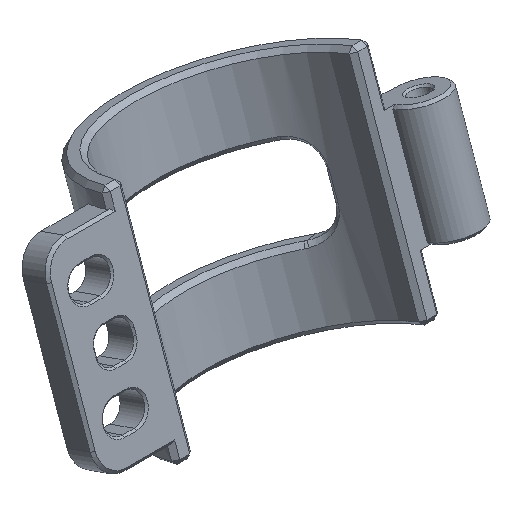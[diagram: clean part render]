
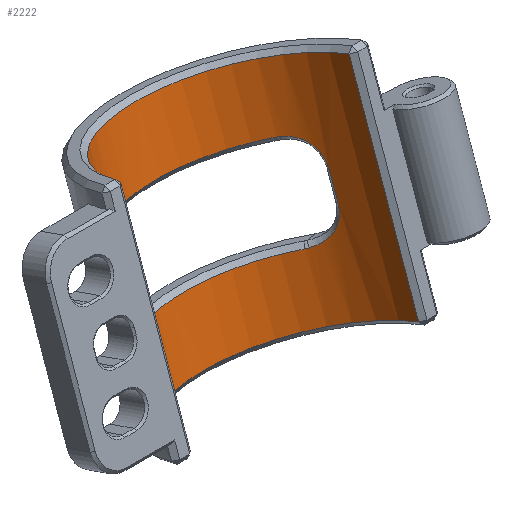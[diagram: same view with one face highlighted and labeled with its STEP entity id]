
A CAD part, isometric view. The second image highlights one B-rep face of the part: STEP entity #2222.
In plain terms, the highlighted cylindrical face has radius 12.87 mm (diameter 25.74 mm), a partial arc.
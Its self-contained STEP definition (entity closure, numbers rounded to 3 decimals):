
#47=FACE_BOUND('',#422,.T.);
#74=B_SPLINE_CURVE_WITH_KNOTS('',3,(#3516,#3517,#3518,#3519),
 .UNSPECIFIED.,.F.,.F.,(4,4),(-0.53,-0.505),
 .UNSPECIFIED.);
#75=B_SPLINE_CURVE_WITH_KNOTS('',3,(#3521,#3522,#3523,#3524,#3525,#3526,
#3527),.UNSPECIFIED.,.F.,.F.,(4,1,1,1,4),(-0.975,-0.848,
-0.784,-0.657,-0.53),.UNSPECIFIED.);
#76=B_SPLINE_CURVE_WITH_KNOTS('',3,(#3531,#3532,#3533,#3534,#3535,#3536,
#3537),.UNSPECIFIED.,.F.,.F.,(4,1,1,1,4),(-1.42,-1.293,
-1.23,-1.102,-0.975),.UNSPECIFIED.);
#77=B_SPLINE_CURVE_WITH_KNOTS('',3,(#3539,#3540,#3541,#3542),
 .UNSPECIFIED.,.F.,.F.,(4,4),(-1.445,-1.42),
 .UNSPECIFIED.);
#78=B_SPLINE_CURVE_WITH_KNOTS('',3,(#3546,#3547,#3548,#3549),
 .UNSPECIFIED.,.F.,.F.,(4,4),(-0.53,-0.505),
 .UNSPECIFIED.);
#79=B_SPLINE_CURVE_WITH_KNOTS('',3,(#3551,#3552,#3553,#3554,#3555,#3556,
#3557),.UNSPECIFIED.,.F.,.F.,(4,1,1,1,4),(-0.975,-0.848,
-0.785,-0.657,-0.53),.UNSPECIFIED.);
#80=B_SPLINE_CURVE_WITH_KNOTS('',3,(#3561,#3562,#3563,#3564,#3565,#3566,
#3567),.UNSPECIFIED.,.F.,.F.,(4,1,1,1,4),(-1.42,-1.293,
-1.23,-1.102,-0.975),.UNSPECIFIED.);
#81=B_SPLINE_CURVE_WITH_KNOTS('',3,(#3568,#3569,#3570,#3571),
 .UNSPECIFIED.,.F.,.F.,(4,4),(-1.445,-1.42),
 .UNSPECIFIED.);
#105=CYLINDRICAL_SURFACE('',#2420,12.87);
#144=CIRCLE('',#2389,12.87);
#147=CIRCLE('',#2396,12.87);
#160=CIRCLE('',#2421,12.87);
#161=CIRCLE('',#2422,12.87);
#276=FACE_OUTER_BOUND('',#421,.T.);
#421=EDGE_LOOP('',(#1704,#1705,#1706,#1707));
#422=EDGE_LOOP('',(#1708,#1709,#1710,#1711,#1712,#1713,#1714,#1715,#1716,
#1717,#1718,#1719));
#572=LINE('',#3351,#777);
#581=LINE('',#3385,#786);
#605=LINE('',#3529,#810);
#606=LINE('',#3559,#811);
#777=VECTOR('',#2706,10.);
#786=VECTOR('',#2729,10.);
#810=VECTOR('',#2809,10.);
#811=VECTOR('',#2812,10.);
#978=VERTEX_POINT('',#3296);
#988=VERTEX_POINT('',#3342);
#993=VERTEX_POINT('',#3357);
#999=VERTEX_POINT('',#3378);
#1029=VERTEX_POINT('',#3512);
#1030=VERTEX_POINT('',#3513);
#1031=VERTEX_POINT('',#3515);
#1032=VERTEX_POINT('',#3520);
#1033=VERTEX_POINT('',#3528);
#1034=VERTEX_POINT('',#3530);
#1035=VERTEX_POINT('',#3538);
#1036=VERTEX_POINT('',#3543);
#1037=VERTEX_POINT('',#3545);
#1038=VERTEX_POINT('',#3550);
#1039=VERTEX_POINT('',#3558);
#1040=VERTEX_POINT('',#3560);
#1211=EDGE_CURVE('',#988,#978,#572,.T.);
#1216=EDGE_CURVE('',#978,#993,#144,.T.);
#1225=EDGE_CURVE('',#993,#999,#581,.T.);
#1227=EDGE_CURVE('',#999,#988,#147,.T.);
#1272=EDGE_CURVE('',#1029,#1030,#160,.T.);
#1273=EDGE_CURVE('',#1031,#1029,#74,.T.);
#1274=EDGE_CURVE('',#1032,#1031,#75,.T.);
#1275=EDGE_CURVE('',#1033,#1032,#605,.T.);
#1276=EDGE_CURVE('',#1034,#1033,#76,.T.);
#1277=EDGE_CURVE('',#1035,#1034,#77,.T.);
#1278=EDGE_CURVE('',#1036,#1035,#161,.T.);
#1279=EDGE_CURVE('',#1037,#1036,#78,.T.);
#1280=EDGE_CURVE('',#1038,#1037,#79,.T.);
#1281=EDGE_CURVE('',#1039,#1038,#606,.T.);
#1282=EDGE_CURVE('',#1040,#1039,#80,.T.);
#1283=EDGE_CURVE('',#1030,#1040,#81,.T.);
#1704=ORIENTED_EDGE('',*,*,#1211,.F.);
#1705=ORIENTED_EDGE('',*,*,#1227,.F.);
#1706=ORIENTED_EDGE('',*,*,#1225,.F.);
#1707=ORIENTED_EDGE('',*,*,#1216,.F.);
#1708=ORIENTED_EDGE('',*,*,#1272,.F.);
#1709=ORIENTED_EDGE('',*,*,#1273,.F.);
#1710=ORIENTED_EDGE('',*,*,#1274,.F.);
#1711=ORIENTED_EDGE('',*,*,#1275,.F.);
#1712=ORIENTED_EDGE('',*,*,#1276,.F.);
#1713=ORIENTED_EDGE('',*,*,#1277,.F.);
#1714=ORIENTED_EDGE('',*,*,#1278,.F.);
#1715=ORIENTED_EDGE('',*,*,#1279,.F.);
#1716=ORIENTED_EDGE('',*,*,#1280,.F.);
#1717=ORIENTED_EDGE('',*,*,#1281,.F.);
#1718=ORIENTED_EDGE('',*,*,#1282,.F.);
#1719=ORIENTED_EDGE('',*,*,#1283,.F.);
#2222=ADVANCED_FACE('',(#276,#47),#105,.F.);
#2389=AXIS2_PLACEMENT_3D('',#3363,#2714,#2715);
#2396=AXIS2_PLACEMENT_3D('',#3388,#2734,#2735);
#2420=AXIS2_PLACEMENT_3D('',#3511,#2805,#2806);
#2421=AXIS2_PLACEMENT_3D('',#3514,#2807,#2808);
#2422=AXIS2_PLACEMENT_3D('',#3544,#2810,#2811);
#2706=DIRECTION('',(0.,0.332,0.943));
#2714=DIRECTION('center_axis',(0.,-0.332,-0.943));
#2715=DIRECTION('ref_axis',(1.,0.,0.));
#2729=DIRECTION('',(0.,-0.332,-0.943));
#2734=DIRECTION('center_axis',(0.,0.332,0.943));
#2735=DIRECTION('ref_axis',(1.,0.,0.));
#2805=DIRECTION('center_axis',(0.,-0.332,-0.943));
#2806=DIRECTION('ref_axis',(1.,0.,0.));
#2807=DIRECTION('center_axis',(0.,-0.332,-0.943));
#2808=DIRECTION('ref_axis',(1.,0.,0.));
#2809=DIRECTION('',(0.,-0.332,-0.943));
#2810=DIRECTION('center_axis',(0.,0.332,0.943));
#2811=DIRECTION('ref_axis',(1.,0.,0.));
#2812=DIRECTION('',(0.,0.332,0.943));
#3296=CARTESIAN_POINT('',(34.072,-4.532,55.48));
#3342=CARTESIAN_POINT('',(34.072,-12.505,32.843));
#3351=CARTESIAN_POINT('',(34.072,-4.365,55.951));
#3357=CARTESIAN_POINT('',(59.752,-5.031,55.655));
#3363=CARTESIAN_POINT('Origin',(46.895,-5.568,55.845));
#3378=CARTESIAN_POINT('',(59.752,-13.004,33.018));
#3385=CARTESIAN_POINT('',(59.752,-4.864,56.127));
#3388=CARTESIAN_POINT('Origin',(46.895,-13.541,33.208));
#3511=CARTESIAN_POINT('Origin',(46.895,-5.402,56.316));
#3512=CARTESIAN_POINT('',(37.954,-2.484,36.735));
#3513=CARTESIAN_POINT('',(56.557,-3.197,36.986));
#3514=CARTESIAN_POINT('Origin',(46.895,-11.216,39.81));
#3515=CARTESIAN_POINT('',(37.752,-2.67,36.81));
#3516=CARTESIAN_POINT('Ctrl Pts',(37.752,-2.67,36.81));
#3517=CARTESIAN_POINT('Ctrl Pts',(37.819,-2.607,36.781));
#3518=CARTESIAN_POINT('Ctrl Pts',(37.887,-2.545,36.756));
#3519=CARTESIAN_POINT('Ctrl Pts',(37.954,-2.484,36.735));
#3520=CARTESIAN_POINT('',(35.69,-4.082,41.008));
#3521=CARTESIAN_POINT('Ctrl Pts',(35.69,-4.082,41.008));
#3522=CARTESIAN_POINT('Ctrl Pts',(35.69,-4.247,40.54));
#3523=CARTESIAN_POINT('Ctrl Pts',(35.775,-4.364,39.732));
#3524=CARTESIAN_POINT('Ctrl Pts',(36.148,-4.159,38.493));
#3525=CARTESIAN_POINT('Ctrl Pts',(36.715,-3.645,37.476));
#3526=CARTESIAN_POINT('Ctrl Pts',(37.405,-2.989,36.958));
#3527=CARTESIAN_POINT('Ctrl Pts',(37.752,-2.67,36.81));
#3528=CARTESIAN_POINT('',(35.69,-3.085,43.838));
#3529=CARTESIAN_POINT('',(35.69,0.569,54.213));
#3530=CARTESIAN_POINT('',(37.752,0.646,46.224));
#3531=CARTESIAN_POINT('Ctrl Pts',(37.752,0.646,46.224));
#3532=CARTESIAN_POINT('Ctrl Pts',(37.405,0.305,46.31));
#3533=CARTESIAN_POINT('Ctrl Pts',(36.891,-0.315,46.32));
#3534=CARTESIAN_POINT('Ctrl Pts',(36.245,-1.367,45.96));
#3535=CARTESIAN_POINT('Ctrl Pts',(35.81,-2.354,45.251));
#3536=CARTESIAN_POINT('Ctrl Pts',(35.69,-2.92,44.306));
#3537=CARTESIAN_POINT('Ctrl Pts',(35.69,-3.085,43.838));
#3538=CARTESIAN_POINT('',(37.954,0.838,46.167));
#3539=CARTESIAN_POINT('Ctrl Pts',(37.954,0.838,46.167));
#3540=CARTESIAN_POINT('Ctrl Pts',(37.887,0.777,46.188));
#3541=CARTESIAN_POINT('Ctrl Pts',(37.819,0.713,46.208));
#3542=CARTESIAN_POINT('Ctrl Pts',(37.752,0.646,46.224));
#3543=CARTESIAN_POINT('',(56.557,0.125,46.418));
#3544=CARTESIAN_POINT('Origin',(46.895,-7.894,49.242));
#3545=CARTESIAN_POINT('',(56.743,-0.082,46.481));
#3546=CARTESIAN_POINT('Ctrl Pts',(56.743,-0.082,
46.481));
#3547=CARTESIAN_POINT('Ctrl Pts',(56.681,-0.01,
46.462));
#3548=CARTESIAN_POINT('Ctrl Pts',(56.619,0.059,46.441));
#3549=CARTESIAN_POINT('Ctrl Pts',(56.557,0.125,46.418));
#3550=CARTESIAN_POINT('',(58.577,-3.963,44.147));
#3551=CARTESIAN_POINT('Ctrl Pts',(58.577,-3.963,44.147));
#3552=CARTESIAN_POINT('Ctrl Pts',(58.577,-3.798,44.616));
#3553=CARTESIAN_POINT('Ctrl Pts',(58.505,-3.379,45.315));
#3554=CARTESIAN_POINT('Ctrl Pts',(58.182,-2.415,46.143));
#3555=CARTESIAN_POINT('Ctrl Pts',(57.684,-1.337,46.6));
#3556=CARTESIAN_POINT('Ctrl Pts',(57.061,-0.449,46.575));
#3557=CARTESIAN_POINT('Ctrl Pts',(56.743,-0.082,
46.481));
#3558=CARTESIAN_POINT('',(58.577,-4.96,41.317));
#3559=CARTESIAN_POINT('',(58.577,-0.309,54.522));
#3560=CARTESIAN_POINT('',(56.743,-3.398,37.067));
#3561=CARTESIAN_POINT('Ctrl Pts',(56.743,-3.398,37.067));
#3562=CARTESIAN_POINT('Ctrl Pts',(57.061,-3.743,37.223));
#3563=CARTESIAN_POINT('Ctrl Pts',(57.526,-4.271,37.618));
#3564=CARTESIAN_POINT('Ctrl Pts',(58.098,-4.911,38.573));
#3565=CARTESIAN_POINT('Ctrl Pts',(58.476,-5.267,39.759));
#3566=CARTESIAN_POINT('Ctrl Pts',(58.577,-5.125,40.849));
#3567=CARTESIAN_POINT('Ctrl Pts',(58.577,-4.96,41.317));
#3568=CARTESIAN_POINT('Ctrl Pts',(56.557,-3.197,36.986));
#3569=CARTESIAN_POINT('Ctrl Pts',(56.619,-3.263,37.009));
#3570=CARTESIAN_POINT('Ctrl Pts',(56.681,-3.33,37.036));
#3571=CARTESIAN_POINT('Ctrl Pts',(56.743,-3.398,37.067));
